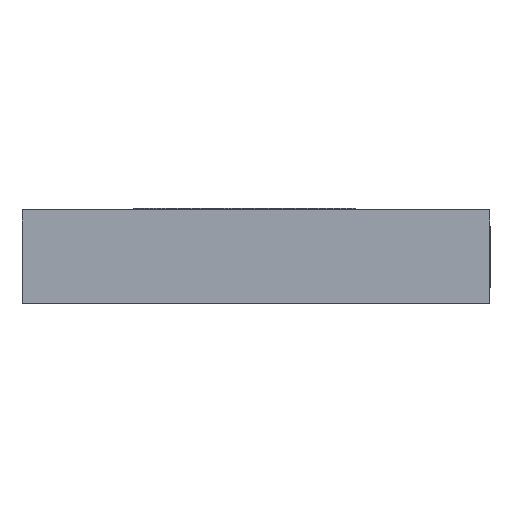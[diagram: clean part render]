
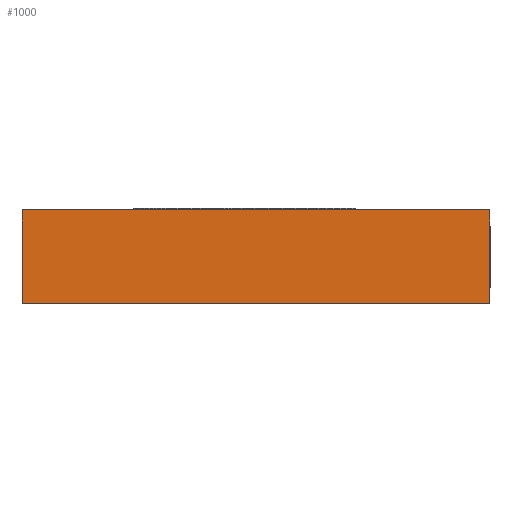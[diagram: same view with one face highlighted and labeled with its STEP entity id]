
A CAD part, left-side view. The second image highlights one B-rep face of the part: STEP entity #1000.
In plain terms, the highlighted planar face has unit normal (-1, 0, 0).
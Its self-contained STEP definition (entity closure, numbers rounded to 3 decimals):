
#63 = DIRECTION ( 'NONE',  ( -1., 0., 0. ) ) ;
#232 = DIRECTION ( 'NONE',  ( 0., 0., -1. ) ) ;
#336 = ORIENTED_EDGE ( 'NONE', *, *, #3519, .T. ) ;
#442 = LINE ( 'NONE', #956, #3441 ) ;
#579 = PLANE ( 'NONE',  #4426 ) ;
#648 = CARTESIAN_POINT ( 'NONE',  ( -3.2, 1.6, 0. ) ) ;
#891 = EDGE_CURVE ( 'NONE', #3858, #2341, #442, .T. ) ;
#897 = DIRECTION ( 'NONE',  ( 0., -1., 0. ) ) ;
#956 = CARTESIAN_POINT ( 'NONE',  ( -3.2, 1.6, 0.64 ) ) ;
#963 = VERTEX_POINT ( 'NONE', #5230 ) ;
#1000 = ADVANCED_FACE ( 'NONE', ( #4818 ), #579, .T. ) ;
#1340 = LINE ( 'NONE', #6102, #3781 ) ;
#1573 = CARTESIAN_POINT ( 'NONE',  ( -3.2, 1.6, 0. ) ) ;
#1819 = CARTESIAN_POINT ( 'NONE',  ( -3.2, -1.6, 0. ) ) ;
#2341 = VERTEX_POINT ( 'NONE', #4846 ) ;
#2499 = CARTESIAN_POINT ( 'NONE',  ( -3.2, -1.6, 0.64 ) ) ;
#2615 = VECTOR ( 'NONE', #232, 1000. ) ;
#2671 = CARTESIAN_POINT ( 'NONE',  ( -3.2, 1.6, 0. ) ) ;
#2971 = ORIENTED_EDGE ( 'NONE', *, *, #5570, .T. ) ;
#3038 = DIRECTION ( 'NONE',  ( 0., 1., 0. ) ) ;
#3417 = VERTEX_POINT ( 'NONE', #1573 ) ;
#3441 = VECTOR ( 'NONE', #3038, 1000. ) ;
#3519 = EDGE_CURVE ( 'NONE', #2341, #3417, #6024, .T. ) ;
#3781 = VECTOR ( 'NONE', #897, 1000. ) ;
#3858 = VERTEX_POINT ( 'NONE', #2499 ) ;
#4238 = DIRECTION ( 'NONE',  ( 0., 0., 1. ) ) ;
#4426 = AXIS2_PLACEMENT_3D ( 'NONE', #2671, #63, #4238 ) ;
#4693 = ORIENTED_EDGE ( 'NONE', *, *, #5889, .F. ) ;
#4694 = ORIENTED_EDGE ( 'NONE', *, *, #891, .T. ) ;
#4818 = FACE_OUTER_BOUND ( 'NONE', #6138, .T. ) ;
#4846 = CARTESIAN_POINT ( 'NONE',  ( -3.2, 1.6, 0.64 ) ) ;
#5064 = LINE ( 'NONE', #1819, #6077 ) ;
#5230 = CARTESIAN_POINT ( 'NONE',  ( -3.2, -1.6, 0. ) ) ;
#5570 = EDGE_CURVE ( 'NONE', #3417, #963, #1340, .T. ) ;
#5889 = EDGE_CURVE ( 'NONE', #3858, #963, #5064, .T. ) ;
#6024 = LINE ( 'NONE', #648, #2615 ) ;
#6077 = VECTOR ( 'NONE', #6579, 1000. ) ;
#6102 = CARTESIAN_POINT ( 'NONE',  ( -3.2, 0., 0. ) ) ;
#6138 = EDGE_LOOP ( 'NONE', ( #4694, #336, #2971, #4693 ) ) ;
#6579 = DIRECTION ( 'NONE',  ( 0., 0., -1. ) ) ;
